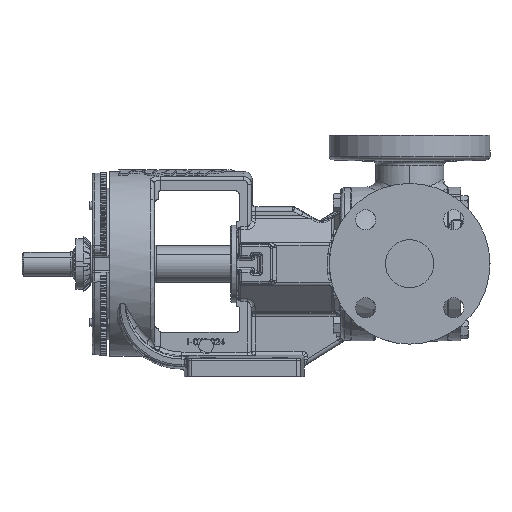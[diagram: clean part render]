
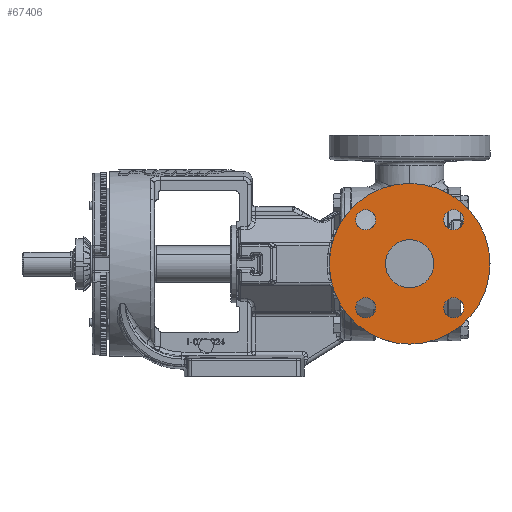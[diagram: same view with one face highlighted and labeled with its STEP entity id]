
A CAD part, top view. The second image highlights one B-rep face of the part: STEP entity #67406.
In plain terms, the highlighted planar face has unit normal (0, 0, 1).
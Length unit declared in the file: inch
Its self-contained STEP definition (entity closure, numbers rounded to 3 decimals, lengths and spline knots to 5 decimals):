
#169 = VERTEX_POINT ( 'NONE', #94369 ) ;
#857 = CARTESIAN_POINT ( 'NONE',  ( 0.77748, -1.37002, 4. ) ) ;
#1047 = AXIS2_PLACEMENT_3D ( 'NONE', #16564, #97534, #28094 ) ;
#3090 = VERTEX_POINT ( 'NONE', #4134 ) ;
#3421 = CARTESIAN_POINT ( 'NONE',  ( 0.46498, -1.37002, 4. ) ) ;
#3813 = DIRECTION ( 'NONE',  ( 0., 0., 1. ) ) ;
#4134 = CARTESIAN_POINT ( 'NONE',  ( 1.835, 0.75, 4. ) ) ;
#5750 = EDGE_LOOP ( 'NONE', ( #149592, #76457 ) ) ;
#5968 = EDGE_CURVE ( 'NONE', #8377, #122799, #56232, .T. ) ;
#6640 = EDGE_CURVE ( 'NONE', #30338, #28448, #16727, .T. ) ;
#8377 = VERTEX_POINT ( 'NONE', #112621 ) ;
#8744 = DIRECTION ( 'NONE',  ( -1., 0., 0. ) ) ;
#8798 = EDGE_CURVE ( 'NONE', #38407, #3090, #139222, .T. ) ;
#10708 = CARTESIAN_POINT ( 'NONE',  ( 1.835, -0.75, 4. ) ) ;
#11388 = DIRECTION ( 'NONE',  ( -1., 0., 0. ) ) ;
#15015 = DIRECTION ( 'NONE',  ( 1., 0., 0. ) ) ;
#15486 = CIRCLE ( 'NONE', #62943, 0.3125 ) ;
#16564 = CARTESIAN_POINT ( 'NONE',  ( 0.46498, 1.37002, 4. ) ) ;
#16727 = CIRCLE ( 'NONE', #110619, 0.3125 ) ;
#17998 = FACE_BOUND ( 'NONE', #99703, .T. ) ;
#20427 = AXIS2_PLACEMENT_3D ( 'NONE', #150240, #80626, #11388 ) ;
#21604 = FACE_BOUND ( 'NONE', #111477, .T. ) ;
#21855 = AXIS2_PLACEMENT_3D ( 'NONE', #119038, #49416, #130711 ) ;
#24841 = CARTESIAN_POINT ( 'NONE',  ( 3.20502, -1.37002, 4. ) ) ;
#25666 = ORIENTED_EDGE ( 'NONE', *, *, #125111, .F. ) ;
#26917 = CARTESIAN_POINT ( 'NONE',  ( -0.665, 0., 4. ) ) ;
#27466 = CIRCLE ( 'NONE', #102798, 0.3125 ) ;
#27855 = VERTEX_POINT ( 'NONE', #34224 ) ;
#28094 = DIRECTION ( 'NONE',  ( 1., 0., 0. ) ) ;
#28448 = VERTEX_POINT ( 'NONE', #104022 ) ;
#30338 = VERTEX_POINT ( 'NONE', #96311 ) ;
#33205 = EDGE_CURVE ( 'NONE', #169, #101722, #147625, .T. ) ;
#34224 = CARTESIAN_POINT ( 'NONE',  ( 3.51752, 1.37002, 4. ) ) ;
#35658 = VERTEX_POINT ( 'NONE', #78774 ) ;
#36442 = DIRECTION ( 'NONE',  ( 1., 0., 0. ) ) ;
#37163 = CARTESIAN_POINT ( 'NONE',  ( 0.46498, 1.37002, 4. ) ) ;
#38407 = VERTEX_POINT ( 'NONE', #10708 ) ;
#42531 = ORIENTED_EDGE ( 'NONE', *, *, #6640, .F. ) ;
#44191 = CIRCLE ( 'NONE', #89831, 0.3125 ) ;
#48683 = FACE_BOUND ( 'NONE', #5750, .T. ) ;
#48812 = DIRECTION ( 'NONE',  ( 1., 0., 0. ) ) ;
#48818 = DIRECTION ( 'NONE',  ( 0., 0., 1. ) ) ;
#49416 = DIRECTION ( 'NONE',  ( 0., 0., -1. ) ) ;
#54209 = ORIENTED_EDGE ( 'NONE', *, *, #86118, .F. ) ;
#54510 = CARTESIAN_POINT ( 'NONE',  ( 3.20502, 1.37002, 4. ) ) ;
#55330 = EDGE_LOOP ( 'NONE', ( #42531, #25666 ) ) ;
#56232 = CIRCLE ( 'NONE', #96947, 2.5 ) ;
#56289 = CIRCLE ( 'NONE', #99843, 0.75 ) ;
#58043 = CIRCLE ( 'NONE', #1047, 0.3125 ) ;
#61742 = ORIENTED_EDGE ( 'NONE', *, *, #126575, .F. ) ;
#62352 = VERTEX_POINT ( 'NONE', #115246 ) ;
#62943 = AXIS2_PLACEMENT_3D ( 'NONE', #37163, #118424, #48812 ) ;
#63687 = DIRECTION ( 'NONE',  ( 0., 0., 1. ) ) ;
#65929 = EDGE_LOOP ( 'NONE', ( #101432, #125581 ) ) ;
#66145 = DIRECTION ( 'NONE',  ( 1., 0., 0. ) ) ;
#67406 = ADVANCED_FACE ( 'NONE', ( #21604, #141328, #79503, #48683, #17998, #137742 ), #141825, .F. ) ;
#68160 = CARTESIAN_POINT ( 'NONE',  ( 1.835, 0., 4. ) ) ;
#68841 = EDGE_CURVE ( 'NONE', #27855, #35658, #110089, .T. ) ;
#68957 = DIRECTION ( 'NONE',  ( 0., 0., 1. ) ) ;
#72939 = CARTESIAN_POINT ( 'NONE',  ( 3.20502, 1.37002, 4. ) ) ;
#76457 = ORIENTED_EDGE ( 'NONE', *, *, #102635, .F. ) ;
#77963 = DIRECTION ( 'NONE',  ( 0., 0., 1. ) ) ;
#78774 = CARTESIAN_POINT ( 'NONE',  ( 2.89252, 1.37002, 4. ) ) ;
#79503 = FACE_BOUND ( 'NONE', #65929, .T. ) ;
#79893 = DIRECTION ( 'NONE',  ( -1., 0., 0. ) ) ;
#80626 = DIRECTION ( 'NONE',  ( 0., 0., -1. ) ) ;
#84239 = DIRECTION ( 'NONE',  ( 0., 0., 1. ) ) ;
#84632 = DIRECTION ( 'NONE',  ( 1., 0., 0. ) ) ;
#85787 = EDGE_CURVE ( 'NONE', #101722, #169, #27466, .T. ) ;
#86118 = EDGE_CURVE ( 'NONE', #3090, #38407, #56289, .T. ) ;
#89831 = AXIS2_PLACEMENT_3D ( 'NONE', #72939, #3813, #84632 ) ;
#92052 = AXIS2_PLACEMENT_3D ( 'NONE', #133358, #63687, #144991 ) ;
#94369 = CARTESIAN_POINT ( 'NONE',  ( 0.15248, -1.37002, 4. ) ) ;
#96311 = CARTESIAN_POINT ( 'NONE',  ( 3.51752, -1.37002, 4. ) ) ;
#96947 = AXIS2_PLACEMENT_3D ( 'NONE', #68160, #149515, #79893 ) ;
#97534 = DIRECTION ( 'NONE',  ( 0., 0., 1. ) ) ;
#99703 = EDGE_LOOP ( 'NONE', ( #108262, #130811 ) ) ;
#99843 = AXIS2_PLACEMENT_3D ( 'NONE', #138659, #68957, #150300 ) ;
#101432 = ORIENTED_EDGE ( 'NONE', *, *, #68841, .F. ) ;
#101722 = VERTEX_POINT ( 'NONE', #857 ) ;
#102128 = ORIENTED_EDGE ( 'NONE', *, *, #5968, .F. ) ;
#102635 = EDGE_CURVE ( 'NONE', #108785, #62352, #15486, .T. ) ;
#102798 = AXIS2_PLACEMENT_3D ( 'NONE', #118437, #48818, #130109 ) ;
#104022 = CARTESIAN_POINT ( 'NONE',  ( 2.89252, -1.37002, 4. ) ) ;
#105183 = CARTESIAN_POINT ( 'NONE',  ( 0.15248, 1.37002, 4. ) ) ;
#105988 = DIRECTION ( 'NONE',  ( 0., 0., 1. ) ) ;
#106912 = AXIS2_PLACEMENT_3D ( 'NONE', #3421, #84239, #15015 ) ;
#108262 = ORIENTED_EDGE ( 'NONE', *, *, #85787, .F. ) ;
#108785 = VERTEX_POINT ( 'NONE', #105183 ) ;
#110089 = CIRCLE ( 'NONE', #127839, 0.3125 ) ;
#110619 = AXIS2_PLACEMENT_3D ( 'NONE', #24841, #105988, #36442 ) ;
#111477 = EDGE_LOOP ( 'NONE', ( #54209, #143291 ) ) ;
#112621 = CARTESIAN_POINT ( 'NONE',  ( 4.335, 0., 4. ) ) ;
#115246 = CARTESIAN_POINT ( 'NONE',  ( 0.77748, 1.37002, 4. ) ) ;
#117529 = EDGE_CURVE ( 'NONE', #62352, #108785, #58043, .T. ) ;
#118424 = DIRECTION ( 'NONE',  ( 0., 0., 1. ) ) ;
#118437 = CARTESIAN_POINT ( 'NONE',  ( 0.46498, -1.37002, 4. ) ) ;
#119038 = CARTESIAN_POINT ( 'NONE',  ( -0.725, 4., 4. ) ) ;
#119546 = CIRCLE ( 'NONE', #92052, 0.3125 ) ;
#122699 = EDGE_CURVE ( 'NONE', #35658, #27855, #44191, .T. ) ;
#122799 = VERTEX_POINT ( 'NONE', #26917 ) ;
#125111 = EDGE_CURVE ( 'NONE', #28448, #30338, #119546, .T. ) ;
#125581 = ORIENTED_EDGE ( 'NONE', *, *, #122699, .F. ) ;
#125708 = EDGE_LOOP ( 'NONE', ( #61742, #102128 ) ) ;
#126575 = EDGE_CURVE ( 'NONE', #122799, #8377, #128163, .T. ) ;
#127839 = AXIS2_PLACEMENT_3D ( 'NONE', #54510, #135847, #66145 ) ;
#128163 = CIRCLE ( 'NONE', #20427, 2.5 ) ;
#130109 = DIRECTION ( 'NONE',  ( 1., 0., 0. ) ) ;
#130711 = DIRECTION ( 'NONE',  ( -1., 0., 0. ) ) ;
#130811 = ORIENTED_EDGE ( 'NONE', *, *, #33205, .F. ) ;
#133358 = CARTESIAN_POINT ( 'NONE',  ( 3.20502, -1.37002, 4. ) ) ;
#135847 = DIRECTION ( 'NONE',  ( 0., 0., 1. ) ) ;
#137742 = FACE_OUTER_BOUND ( 'NONE', #125708, .T. ) ;
#138659 = CARTESIAN_POINT ( 'NONE',  ( 1.835, 0., 4. ) ) ;
#139222 = CIRCLE ( 'NONE', #146592, 0.75 ) ;
#141328 = FACE_BOUND ( 'NONE', #55330, .T. ) ;
#141825 = PLANE ( 'NONE',  #21855 ) ;
#143291 = ORIENTED_EDGE ( 'NONE', *, *, #8798, .F. ) ;
#144991 = DIRECTION ( 'NONE',  ( 1., 0., 0. ) ) ;
#146592 = AXIS2_PLACEMENT_3D ( 'NONE', #147574, #77963, #8744 ) ;
#147574 = CARTESIAN_POINT ( 'NONE',  ( 1.835, 0., 4. ) ) ;
#147625 = CIRCLE ( 'NONE', #106912, 0.3125 ) ;
#149515 = DIRECTION ( 'NONE',  ( 0., 0., -1. ) ) ;
#149592 = ORIENTED_EDGE ( 'NONE', *, *, #117529, .F. ) ;
#150240 = CARTESIAN_POINT ( 'NONE',  ( 1.835, 0., 4. ) ) ;
#150300 = DIRECTION ( 'NONE',  ( -1., 0., 0. ) ) ;
